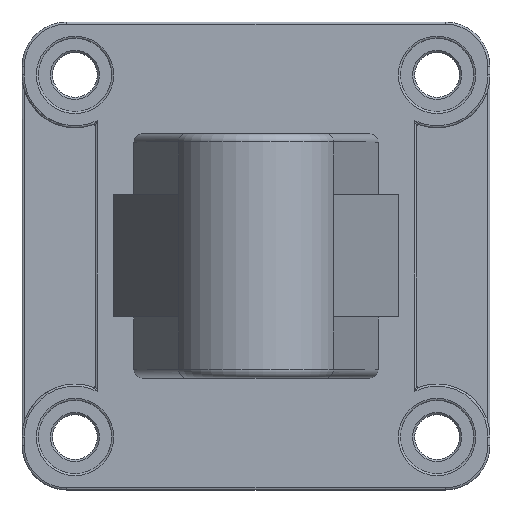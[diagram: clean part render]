
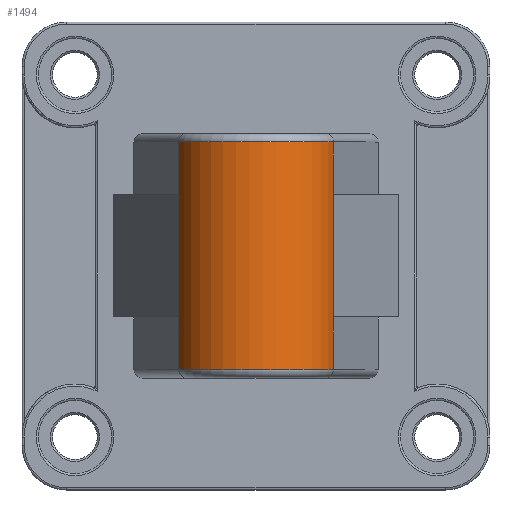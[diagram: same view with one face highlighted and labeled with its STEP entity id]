
A CAD part, top view. The second image highlights one B-rep face of the part: STEP entity #1494.
In plain terms, the highlighted cylindrical face has radius 20 mm (diameter 40 mm), a partial arc.
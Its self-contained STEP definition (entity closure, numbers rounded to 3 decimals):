
#182=LINE('',#2912,#266);
#184=LINE('',#2916,#268);
#185=LINE('',#2918,#269);
#186=LINE('',#2920,#270);
#187=LINE('',#2924,#271);
#188=LINE('',#2925,#272);
#266=VECTOR('',#2140,13.);
#268=VECTOR('',#2144,13.);
#269=VECTOR('',#2145,30.);
#270=VECTOR('',#2146,13.);
#271=VECTOR('',#2149,13.);
#272=VECTOR('',#2150,30.);
#320=CYLINDRICAL_SURFACE('',#1693,20.);
#408=FACE_OUTER_BOUND('',#550,.T.);
#550=EDGE_LOOP('',(#1333,#1334,#1335,#1336,#1337,#1338,#1339,#1340));
#663=CIRCLE('',#1690,20.);
#664=CIRCLE('',#1694,20.);
#802=VERTEX_POINT('',#2901);
#803=VERTEX_POINT('',#2905);
#804=VERTEX_POINT('',#2911);
#805=VERTEX_POINT('',#2915);
#806=VERTEX_POINT('',#2917);
#807=VERTEX_POINT('',#2919);
#808=VERTEX_POINT('',#2921);
#809=VERTEX_POINT('',#2923);
#986=EDGE_CURVE('',#802,#803,#663,.T.);
#988=EDGE_CURVE('',#804,#803,#182,.T.);
#990=EDGE_CURVE('',#805,#802,#184,.T.);
#991=EDGE_CURVE('',#806,#805,#185,.T.);
#992=EDGE_CURVE('',#807,#806,#186,.T.);
#993=EDGE_CURVE('',#808,#807,#664,.T.);
#994=EDGE_CURVE('',#808,#809,#187,.T.);
#995=EDGE_CURVE('',#809,#804,#188,.T.);
#1333=ORIENTED_EDGE('',*,*,#986,.F.);
#1334=ORIENTED_EDGE('',*,*,#990,.F.);
#1335=ORIENTED_EDGE('',*,*,#991,.F.);
#1336=ORIENTED_EDGE('',*,*,#992,.F.);
#1337=ORIENTED_EDGE('',*,*,#993,.F.);
#1338=ORIENTED_EDGE('',*,*,#994,.T.);
#1339=ORIENTED_EDGE('',*,*,#995,.T.);
#1340=ORIENTED_EDGE('',*,*,#988,.T.);
#1494=ADVANCED_FACE('',(#408),#320,.T.);
#1690=AXIS2_PLACEMENT_3D('',#2907,#2133,#2134);
#1693=AXIS2_PLACEMENT_3D('',#2914,#2142,#2143);
#1694=AXIS2_PLACEMENT_3D('',#2922,#2147,#2148);
#2133=DIRECTION('center_axis',(0.,1.,0.));
#2134=DIRECTION('ref_axis',(0.,0.,1.));
#2140=DIRECTION('',(0.,1.,0.));
#2142=DIRECTION('center_axis',(0.,1.,0.));
#2143=DIRECTION('ref_axis',(0.949,0.,0.314));
#2144=DIRECTION('',(0.,1.,0.));
#2145=DIRECTION('',(0.,1.,0.));
#2146=DIRECTION('',(0.,1.,0.));
#2147=DIRECTION('center_axis',(0.,-1.,0.));
#2148=DIRECTION('ref_axis',(0.,0.,1.));
#2149=DIRECTION('',(0.,1.,0.));
#2150=DIRECTION('',(0.,1.,0.));
#2901=CARTESIAN_POINT('',(-18.988,28.,47.283));
#2905=CARTESIAN_POINT('',(18.988,28.,47.283));
#2907=CARTESIAN_POINT('Origin',(0.,28.,41.));
#2911=CARTESIAN_POINT('',(18.988,15.,47.283));
#2912=CARTESIAN_POINT('',(18.988,-30.,47.283));
#2914=CARTESIAN_POINT('Origin',(0.,-30.,41.));
#2915=CARTESIAN_POINT('',(-18.988,15.,47.283));
#2916=CARTESIAN_POINT('',(-18.988,-30.,47.283));
#2917=CARTESIAN_POINT('',(-18.988,-15.,47.283));
#2918=CARTESIAN_POINT('',(-18.988,-30.,47.283));
#2919=CARTESIAN_POINT('',(-18.988,-28.,47.283));
#2920=CARTESIAN_POINT('',(-18.988,-30.,47.283));
#2921=CARTESIAN_POINT('',(18.988,-28.,47.283));
#2922=CARTESIAN_POINT('Origin',(0.,-28.,41.));
#2923=CARTESIAN_POINT('',(18.988,-15.,47.283));
#2924=CARTESIAN_POINT('',(18.988,-30.,47.283));
#2925=CARTESIAN_POINT('',(18.988,-30.,47.283));
